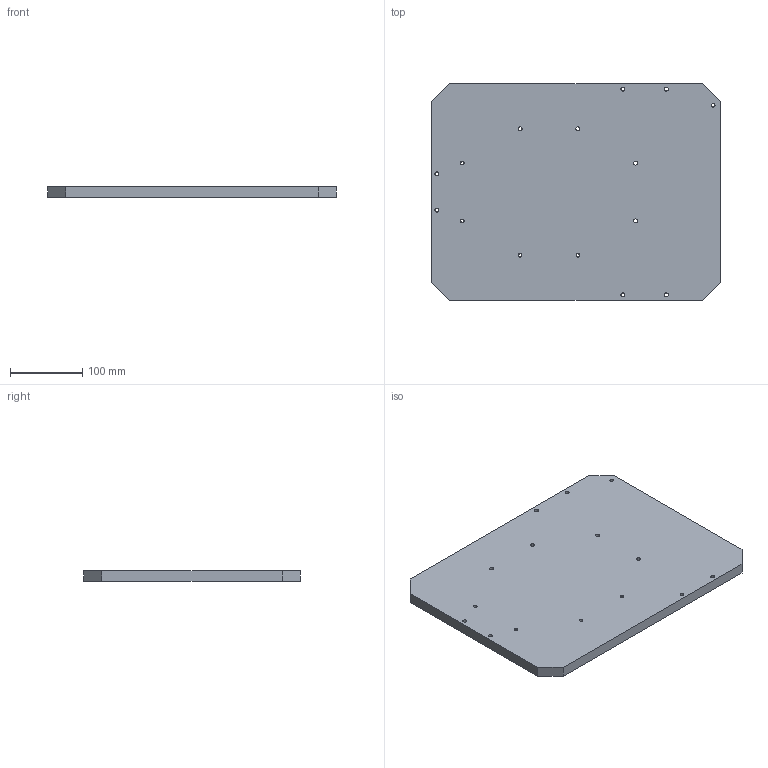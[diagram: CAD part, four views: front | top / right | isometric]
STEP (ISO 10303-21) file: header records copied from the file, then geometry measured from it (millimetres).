
FILE_DESCRIPTION(/* description */ ('Base Inferior','CAx-IF Rec.Pracs.---Representation and Presentation of Product Manufacturing Information (PMI)---4.0---2014-10-13'),/* implementation_level */ '2;1');
FILE_NAME(/* name */ 'JGI-001-LVTK-001.stp',/* time_stamp */ '2025-08-27T08:26:15-04:00',/* author */ ('wandr'),/* organization */ ('LIVOLTEK'),/* preprocessor_version */ 'ST-DEVELOPER v20.1',/* originating_system */ 'Autodesk Inventor 2026',/* authorisation */ '');
FILE_SCHEMA (('AP242_MANAGED_MODEL_BASED_3D_ENGINEERING_MIM_LF { 1 0 10303 442 2 1 4 }'));
Length unit declared in the file: millimetre
Products named in the file (1): JGI-001-LVTK-001
Bounding box: 400 x 300 x 15 mm (x, y, z)
Volume: 1773466.5 mm3; surface area: 261395.5 mm2
Topology: 1 solids, 1 shells, 49 faces, 111 edges, 74 vertices
Faces by surface type: cylinder 25, plane 20, cone 4
Full cylindrical faces by diameter (mm): 4.134 x4, 4.917 x1, 5.5 x10, 10 x10
Entity records: 1771 total; most frequent: DIRECTION 309, CARTESIAN_POINT 299, ORIENTED_EDGE 222, AXIS2_PLACEMENT_3D 128, EDGE_CURVE 111, EDGE_LOOP 89, VERTEX_POINT 74, CIRCLE 62
